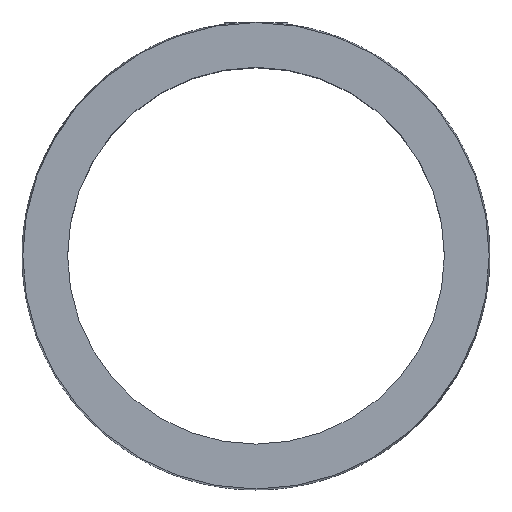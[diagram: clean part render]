
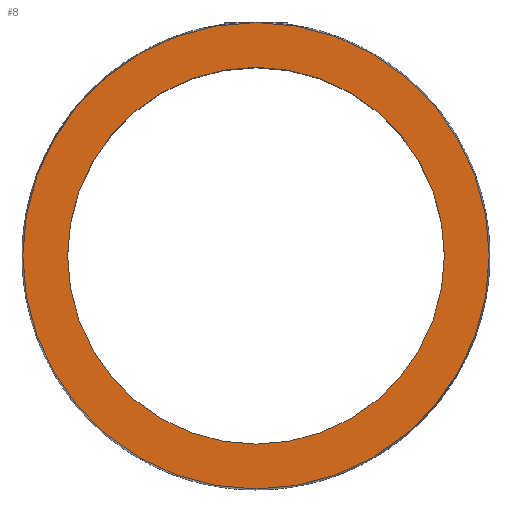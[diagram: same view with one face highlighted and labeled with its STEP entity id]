
A CAD part, top view. The second image highlights one B-rep face of the part: STEP entity #8.
In plain terms, the highlighted planar face has unit normal (0, 0, 1).
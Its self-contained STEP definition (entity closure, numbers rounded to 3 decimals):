
#8 = ADVANCED_FACE ( 'NONE', ( #1532, #197 ), #470, .F. ) ;
#47 = DIRECTION ( 'NONE',  ( 0., 0., 1. ) ) ;
#49 = ORIENTED_EDGE ( 'NONE', *, *, #1077, .T. ) ;
#94 = DIRECTION ( 'NONE',  ( 0., 0., 1. ) ) ;
#117 = CARTESIAN_POINT ( 'NONE',  ( 250., 0., 180. ) ) ;
#167 = CARTESIAN_POINT ( 'NONE',  ( -309.5, 0., 180. ) ) ;
#186 = CARTESIAN_POINT ( 'NONE',  ( 309.5, 0., 180. ) ) ;
#189 = CARTESIAN_POINT ( 'NONE',  ( 0., 0., 180. ) ) ;
#194 = DIRECTION ( 'NONE',  ( 1., 0., 0. ) ) ;
#197 = FACE_OUTER_BOUND ( 'NONE', #1099, .T. ) ;
#233 = AXIS2_PLACEMENT_3D ( 'NONE', #288, #47, #1125 ) ;
#235 = AXIS2_PLACEMENT_3D ( 'NONE', #1206, #592, #1541 ) ;
#242 = EDGE_LOOP ( 'NONE', ( #244, #1209 ) ) ;
#244 = ORIENTED_EDGE ( 'NONE', *, *, #549, .F. ) ;
#288 = CARTESIAN_POINT ( 'NONE',  ( 0., 0., 180. ) ) ;
#316 = CARTESIAN_POINT ( 'NONE',  ( 0., 309.5, 180. ) ) ;
#459 = CARTESIAN_POINT ( 'NONE',  ( 0., 0., 180. ) ) ;
#461 = EDGE_CURVE ( 'NONE', #1568, #1020, #1360, .T. ) ;
#470 = PLANE ( 'NONE',  #548 ) ;
#525 = CIRCLE ( 'NONE', #235, 309.5 ) ;
#548 = AXIS2_PLACEMENT_3D ( 'NONE', #316, #573, #1421 ) ;
#549 = EDGE_CURVE ( 'NONE', #1020, #1568, #801, .T. ) ;
#569 = DIRECTION ( 'NONE',  ( 0., 0., 1. ) ) ;
#573 = DIRECTION ( 'NONE',  ( 0., 0., -1. ) ) ;
#592 = DIRECTION ( 'NONE',  ( 0., 0., 1. ) ) ;
#610 = CARTESIAN_POINT ( 'NONE',  ( -250., 0., 180. ) ) ;
#718 = VERTEX_POINT ( 'NONE', #167 ) ;
#719 = DIRECTION ( 'NONE',  ( 1., 0., 0. ) ) ;
#735 = VERTEX_POINT ( 'NONE', #186 ) ;
#801 = CIRCLE ( 'NONE', #957, 250. ) ;
#837 = ORIENTED_EDGE ( 'NONE', *, *, #1171, .T. ) ;
#957 = AXIS2_PLACEMENT_3D ( 'NONE', #189, #569, #194 ) ;
#1020 = VERTEX_POINT ( 'NONE', #117 ) ;
#1037 = CIRCLE ( 'NONE', #1307, 309.5 ) ;
#1077 = EDGE_CURVE ( 'NONE', #718, #735, #525, .T. ) ;
#1099 = EDGE_LOOP ( 'NONE', ( #837, #49 ) ) ;
#1125 = DIRECTION ( 'NONE',  ( 1., 0., 0. ) ) ;
#1171 = EDGE_CURVE ( 'NONE', #735, #718, #1037, .T. ) ;
#1206 = CARTESIAN_POINT ( 'NONE',  ( 0., 0., 180. ) ) ;
#1209 = ORIENTED_EDGE ( 'NONE', *, *, #461, .F. ) ;
#1307 = AXIS2_PLACEMENT_3D ( 'NONE', #459, #94, #719 ) ;
#1360 = CIRCLE ( 'NONE', #233, 250. ) ;
#1421 = DIRECTION ( 'NONE',  ( -1., 0., 0. ) ) ;
#1532 = FACE_BOUND ( 'NONE', #242, .T. ) ;
#1541 = DIRECTION ( 'NONE',  ( 1., 0., 0. ) ) ;
#1568 = VERTEX_POINT ( 'NONE', #610 ) ;
